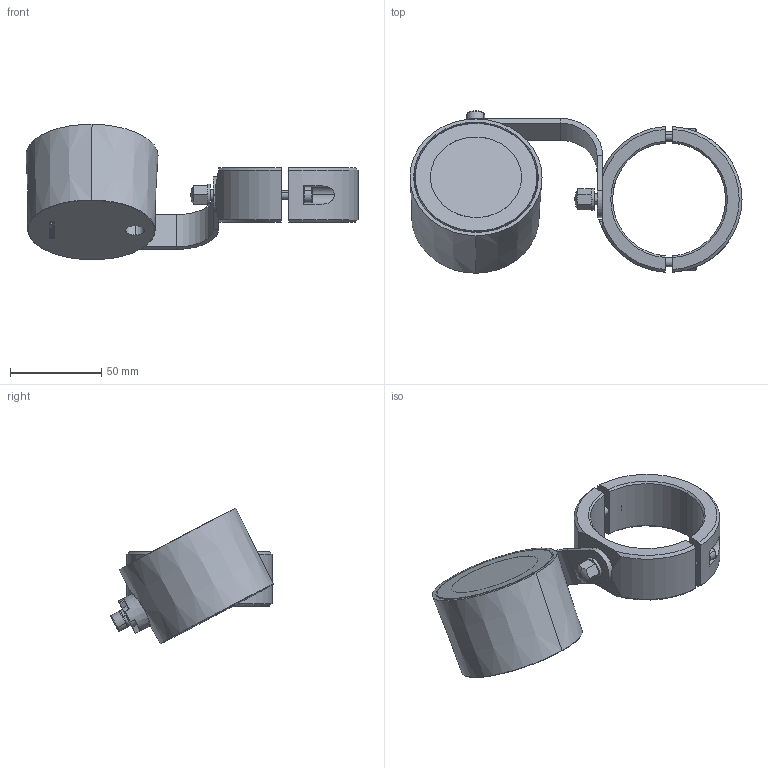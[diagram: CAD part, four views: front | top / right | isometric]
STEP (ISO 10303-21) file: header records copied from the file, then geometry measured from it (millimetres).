
FILE_DESCRIPTION (( 'STEP AP203' ), '1' );
FILE_NAME ('MOSS_CLAMP.STEP', '2024-02-06T08:14:10', ( '' ), ( '' ), 'SwSTEP 2.0', 'SolidWorks 2022', '' );
FILE_SCHEMA (( 'CONFIG_CONTROL_DESIGN' ));
Length unit declared in the file: millimetre
Products named in the file (16): M179C_Korpus odl_kg_M179D obr w1_kg; M179C_Korpus kpl_kg_Korpus z blokadą M179D; GNIAZ_M5x_M5x16; MOSS_CLAMP; Kołek osadczy M6x15 A2; M179C_Szybka_kg; Obejma fi60 z wspornikiem; POD SPR Z 6,1_rs_PreviewCfg; plain washer grade a_din_Washer DIN 125 - A 6.4; GNIAZ_M6x_M6x10; Obejma 60 z rury 80x10_Obejma 60 z rury 80x10 B; M179_Wspornik_kg_Wspornik do obejmy; M179C_Kpl_kg_M179D_Kpl bez wspornika_kg; Obejma 60 z rury 80x10; NAKR KOŁP M6 DIN917_kg; Obejma fi60 cz B z kołkiem wciskanym.SLDDRW
Assembly tree (16 placements, depth 4):
  MOSS_CLAMP
    M179C_Kpl_kg_M179D_Kpl bez wspornika_kg
      M179C_Korpus kpl_kg_Korpus z blokadą M179D
        M179C_Korpus odl_kg_M179D obr w1_kg
        M179C_Szybka_kg
      GNIAZ_M6x_M6x10
      POD SPR Z 6,1_rs_PreviewCfg
    Obejma fi60 z wspornikiem
      Obejma 60 z rury 80x10
      Obejma fi60 cz B z kołkiem wciskanym.SLDDRW
        Kołek osadczy M6x15 A2
        Obejma 60 z rury 80x10_Obejma 60 z rury 80x10 B
      GNIAZ_M5x_M5x16  x2
      NAKR KOŁP M6 DIN917_kg
      plain washer grade a_din_Washer DIN 125 - A 6.4
      M179_Wspornik_kg_Wspornik do obejmy
Bounding box: 182.12 x 89.16 x 74.29 mm (x, y, z)
Volume: 140128.6 mm3; surface area: 63704.4 mm2
Topology: 13 solids, 13 shells, 376 faces, 902 edges, 558 vertices
Faces by surface type: plane 163, cylinder 82, cone 59, bspline 41, torus 28, sphere 3
Entity records: 13949 total; most frequent: CARTESIAN_POINT 4371, ORIENTED_EDGE 1652, DIRECTION 1573, EDGE_CURVE 826, AXIS2_PLACEMENT_3D 589, VERTEX_POINT 525, VECTOR 395, LINE 395
